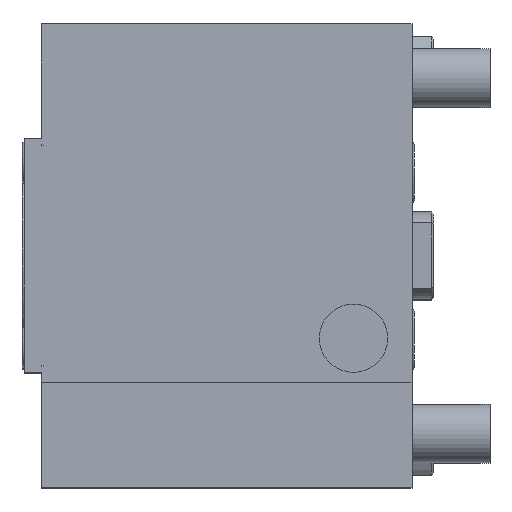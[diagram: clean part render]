
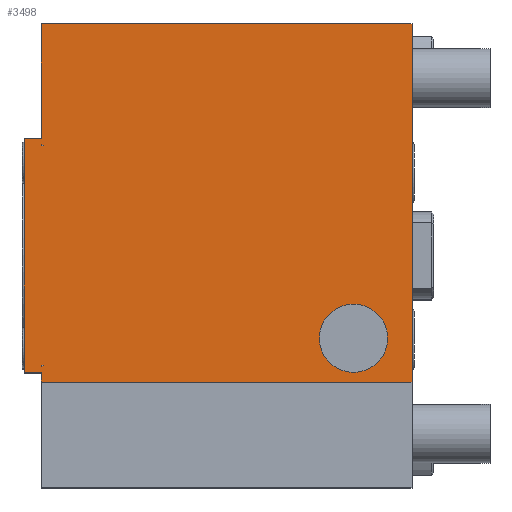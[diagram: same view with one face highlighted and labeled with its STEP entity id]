
A CAD part, top view. The second image highlights one B-rep face of the part: STEP entity #3498.
In plain terms, the highlighted planar face has unit normal (0, 0, 1).
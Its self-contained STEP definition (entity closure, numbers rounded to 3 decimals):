
#5=DIRECTION('',(0.,1.,0.));
#6=VECTOR('',#5,73.5);
#7=CARTESIAN_POINT('',(0.,-26.,74.));
#8=LINE('',#7,#6);
#341=DIRECTION('',(0.,1.,0.));
#342=VECTOR('',#341,23.5);
#343=CARTESIAN_POINT('',(-76.,24.,74.));
#344=LINE('',#343,#342);
#369=DIRECTION('',(0.,1.,0.));
#370=VECTOR('',#369,2.);
#371=CARTESIAN_POINT('',(-76.,-26.,74.));
#372=LINE('',#371,#370);
#405=DIRECTION('',(1.,0.,0.));
#406=VECTOR('',#405,3.5);
#407=CARTESIAN_POINT('',(-79.5,-24.,74.));
#408=LINE('',#407,#406);
#421=DIRECTION('',(0.,-1.,0.));
#422=VECTOR('',#421,48.);
#423=CARTESIAN_POINT('',(-79.5,24.,74.));
#424=LINE('',#423,#422);
#469=DIRECTION('',(1.,0.,0.));
#470=VECTOR('',#469,3.5);
#471=CARTESIAN_POINT('',(-79.5,24.,74.));
#472=LINE('',#471,#470);
#473=DIRECTION('',(-1.,0.,0.));
#474=VECTOR('',#473,76.);
#475=CARTESIAN_POINT('',(0.,-26.,74.));
#476=LINE('',#475,#474);
#477=DIRECTION('',(-0.866,-0.5,0.));
#478=VECTOR('',#477,0.462);
#479=CARTESIAN_POINT('',(-75.6,-22.5,74.));
#480=LINE('',#479,#478);
#481=DIRECTION('',(0.,-1.,0.));
#482=VECTOR('',#481,0.231);
#483=CARTESIAN_POINT('',(-76.,-22.5,74.));
#484=LINE('',#483,#482);
#485=DIRECTION('',(0.866,-0.5,0.));
#486=VECTOR('',#485,0.462);
#487=CARTESIAN_POINT('',(-76.,22.731,74.));
#488=LINE('',#487,#486);
#489=DIRECTION('',(0.,-1.,0.));
#490=VECTOR('',#489,0.231);
#491=CARTESIAN_POINT('',(-76.,22.731,74.));
#492=LINE('',#491,#490);
#493=DIRECTION('',(1.,0.,0.));
#494=VECTOR('',#493,0.4);
#495=CARTESIAN_POINT('',(-76.,22.5,74.));
#496=LINE('',#495,#494);
#497=CARTESIAN_POINT('',(-12.,-17.,74.));
#498=DIRECTION('',(0.,0.,-1.));
#499=DIRECTION('',(1.,0.,0.));
#500=AXIS2_PLACEMENT_3D('',#497,#498,#499);
#502=CARTESIAN_POINT('',(-12.,-17.,74.));
#503=DIRECTION('',(0.,0.,-1.));
#504=DIRECTION('',(-1.,0.,0.));
#505=AXIS2_PLACEMENT_3D('',#502,#503,#504);
#511=DIRECTION('',(-1.,0.,0.));
#512=VECTOR('',#511,76.);
#513=CARTESIAN_POINT('',(0.,47.5,74.));
#514=LINE('',#513,#512);
#819=DIRECTION('',(1.,0.,0.));
#820=VECTOR('',#819,0.4);
#821=CARTESIAN_POINT('',(-76.,-22.5,74.));
#822=LINE('',#821,#820);
#2393=CARTESIAN_POINT('',(0.,47.5,74.));
#2394=CARTESIAN_POINT('',(-76.,47.5,74.));
#2395=VERTEX_POINT('',#2393);
#2396=VERTEX_POINT('',#2394);
#2397=CARTESIAN_POINT('',(0.,-26.,74.));
#2399=VERTEX_POINT('',#2397);
#2403=CARTESIAN_POINT('',(-76.,-26.,74.));
#2405=VERTEX_POINT('',#2403);
#2649=CARTESIAN_POINT('',(-79.5,-24.,74.));
#2651=VERTEX_POINT('',#2649);
#2655=CARTESIAN_POINT('',(-79.5,24.,74.));
#2656=VERTEX_POINT('',#2655);
#2657=CARTESIAN_POINT('',(-76.,-22.5,74.));
#2659=VERTEX_POINT('',#2657);
#2662=CARTESIAN_POINT('',(-76.,22.5,74.));
#2664=VERTEX_POINT('',#2662);
#2677=CARTESIAN_POINT('',(-76.,-24.,74.));
#2679=VERTEX_POINT('',#2677);
#2687=CARTESIAN_POINT('',(-76.,24.,74.));
#2688=VERTEX_POINT('',#2687);
#2709=CARTESIAN_POINT('',(-76.,-22.731,74.));
#2710=VERTEX_POINT('',#2709);
#2711=CARTESIAN_POINT('',(-75.6,-22.5,74.));
#2712=VERTEX_POINT('',#2711);
#2713=CARTESIAN_POINT('',(-76.,22.731,74.));
#2714=VERTEX_POINT('',#2713);
#2715=CARTESIAN_POINT('',(-75.6,22.5,74.));
#2716=VERTEX_POINT('',#2715);
#2881=CARTESIAN_POINT('',(-5.,-17.,74.));
#2882=CARTESIAN_POINT('',(-19.,-17.,74.));
#2883=VERTEX_POINT('',#2881);
#2884=VERTEX_POINT('',#2882);
#3460=CARTESIAN_POINT('',(0.,-47.5,74.));
#3461=DIRECTION('',(0.,0.,1.));
#3462=DIRECTION('',(0.,1.,0.));
#3463=AXIS2_PLACEMENT_3D('',#3460,#3461,#3462);
#3464=PLANE('',#3463);
#3465=ORIENTED_EDGE('',*,*,#3373,.T.);
#3466=ORIENTED_EDGE('',*,*,#3398,.F.);
#3467=ORIENTED_EDGE('',*,*,#3412,.F.);
#3468=ORIENTED_EDGE('',*,*,#3453,.T.);
#3469=ORIENTED_EDGE('',*,*,#3328,.T.);
#3471=ORIENTED_EDGE('',*,*,#3470,.F.);
#3472=ORIENTED_EDGE('',*,*,#3078,.F.);
#3473=ORIENTED_EDGE('',*,*,#3181,.T.);
#3474=EDGE_LOOP('',(#3465,#3466,#3467,#3468,#3469,#3471,#3472,#3473));
#3475=FACE_OUTER_BOUND('',#3474,.F.);
#3477=ORIENTED_EDGE('',*,*,#3476,.F.);
#3479=ORIENTED_EDGE('',*,*,#3478,.F.);
#3481=ORIENTED_EDGE('',*,*,#3480,.T.);
#3482=EDGE_LOOP('',(#3477,#3479,#3481));
#3483=FACE_BOUND('',#3482,.F.);
#3485=ORIENTED_EDGE('',*,*,#3484,.F.);
#3487=ORIENTED_EDGE('',*,*,#3486,.T.);
#3489=ORIENTED_EDGE('',*,*,#3488,.T.);
#3490=EDGE_LOOP('',(#3485,#3487,#3489));
#3491=FACE_BOUND('',#3490,.F.);
#3493=ORIENTED_EDGE('',*,*,#3492,.F.);
#3495=ORIENTED_EDGE('',*,*,#3494,.F.);
#3496=EDGE_LOOP('',(#3493,#3495));
#3497=FACE_BOUND('',#3496,.F.);
#3498=ADVANCED_FACE('',(#3475,#3483,#3491,#3497),#3464,.T.);
#501=CIRCLE('',#500,7.);
#506=CIRCLE('',#505,7.);
#3078=EDGE_CURVE('',#2399,#2395,#8,.T.);
#3181=EDGE_CURVE('',#2399,#2405,#476,.T.);
#3328=EDGE_CURVE('',#2688,#2396,#344,.T.);
#3373=EDGE_CURVE('',#2405,#2679,#372,.T.);
#3398=EDGE_CURVE('',#2651,#2679,#408,.T.);
#3412=EDGE_CURVE('',#2656,#2651,#424,.T.);
#3453=EDGE_CURVE('',#2656,#2688,#472,.T.);
#3470=EDGE_CURVE('',#2395,#2396,#514,.T.);
#3476=EDGE_CURVE('',#2712,#2710,#480,.T.);
#3478=EDGE_CURVE('',#2659,#2712,#822,.T.);
#3480=EDGE_CURVE('',#2659,#2710,#484,.T.);
#3484=EDGE_CURVE('',#2714,#2716,#488,.T.);
#3486=EDGE_CURVE('',#2714,#2664,#492,.T.);
#3488=EDGE_CURVE('',#2664,#2716,#496,.T.);
#3492=EDGE_CURVE('',#2883,#2884,#501,.T.);
#3494=EDGE_CURVE('',#2884,#2883,#506,.T.);
